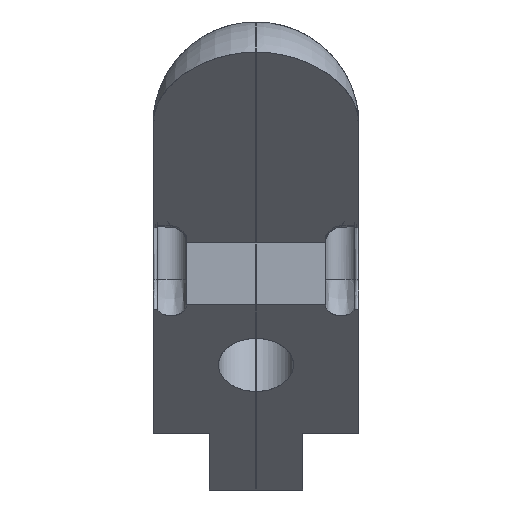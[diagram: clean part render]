
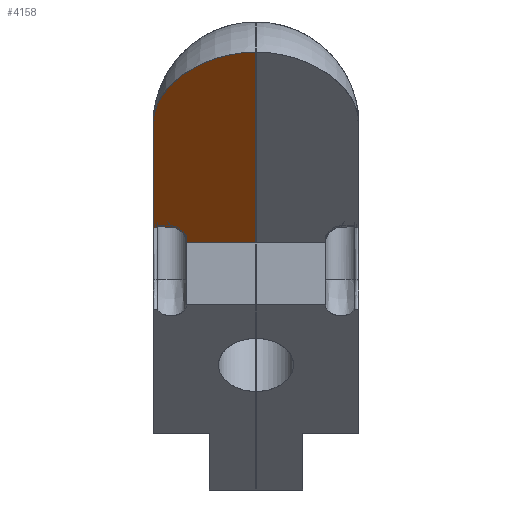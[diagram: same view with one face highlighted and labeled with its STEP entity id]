
A CAD part, front view. The second image highlights one B-rep face of the part: STEP entity #4158.
In plain terms, the highlighted free-form (B-spline) face has degree [1, 1] with [2, 2] control points.
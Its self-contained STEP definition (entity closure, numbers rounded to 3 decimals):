
#356=FACE_OUTER_BOUND('',#542,.T.);
#542=EDGE_LOOP('',(#3207,#3208,#3209,#3210,#3211,#3212,#3213,#3214));
#771=B_SPLINE_CURVE_WITH_KNOTS('',1,(#5700,#5701),.UNSPECIFIED.,.F.,.F.,
(2,2),(0.579,0.984),.UNSPECIFIED.);
#772=B_SPLINE_CURVE_WITH_KNOTS('',3,(#5703,#5704,#5705,#5706,#5707,#5708,
#5709,#5710,#5711,#5712,#5713,#5714,#5715),.UNSPECIFIED.,.F.,.F.,(4,3,3,
3,4),(0.,0.535,1.07,1.4,1.731),
 .UNSPECIFIED.);
#773=B_SPLINE_CURVE_WITH_KNOTS('',1,(#5717,#5718),.UNSPECIFIED.,.F.,.F.,
(2,2),(-0.83,-0.614),.UNSPECIFIED.);
#774=B_SPLINE_CURVE_WITH_KNOTS('',3,(#5720,#5721,#5722,#5723,#5724,#5725,
#5726),.UNSPECIFIED.,.F.,.F.,(4,3,4),(-0.039,-0.019,
0.),.UNSPECIFIED.);
#775=B_SPLINE_CURVE_WITH_KNOTS('',3,(#5728,#5729,#5730,#5731,#5732,#5733,
#5734),.UNSPECIFIED.,.F.,.F.,(4,3,4),(0.,0.018,0.037),
 .UNSPECIFIED.);
#776=B_SPLINE_CURVE_WITH_KNOTS('',3,(#5736,#5737,#5738,#5739,#5740,#5741,
#5742,#5743,#5744,#5745,#5746,#5747,#5748,#5749,#5750,#5751,#5752,#5753,
#5754,#5755,#5756,#5757),.UNSPECIFIED.,.F.,.F.,(4,3,3,3,3,3,3,4),(0.,0.017,
0.035,0.052,0.069,0.087,
0.105,0.141),.UNSPECIFIED.);
#777=B_SPLINE_CURVE_WITH_KNOTS('',3,(#5759,#5760,#5761,#5762,#5763,#5764,
#5765,#5766,#5767,#5768),.UNSPECIFIED.,.F.,.F.,(4,3,3,4),(0.,0.079,
0.159,0.324),.UNSPECIFIED.);
#778=B_SPLINE_CURVE_WITH_KNOTS('',1,(#5769,#5770),.UNSPECIFIED.,.F.,.F.,
(2,2),(0.226,0.409),.UNSPECIFIED.);
#1523=VERTEX_POINT('',#5698);
#1524=VERTEX_POINT('',#5699);
#1525=VERTEX_POINT('',#5702);
#1526=VERTEX_POINT('',#5716);
#1527=VERTEX_POINT('',#5719);
#1528=VERTEX_POINT('',#5727);
#1529=VERTEX_POINT('',#5735);
#1530=VERTEX_POINT('',#5758);
#2363=EDGE_CURVE('',#1523,#1524,#771,.T.);
#2364=EDGE_CURVE('',#1524,#1525,#772,.T.);
#2365=EDGE_CURVE('',#1525,#1526,#773,.T.);
#2366=EDGE_CURVE('',#1526,#1527,#774,.T.);
#2367=EDGE_CURVE('',#1527,#1528,#775,.T.);
#2368=EDGE_CURVE('',#1528,#1529,#776,.T.);
#2369=EDGE_CURVE('',#1529,#1530,#777,.T.);
#2370=EDGE_CURVE('',#1530,#1523,#778,.T.);
#3207=ORIENTED_EDGE('',*,*,#2363,.T.);
#3208=ORIENTED_EDGE('',*,*,#2364,.T.);
#3209=ORIENTED_EDGE('',*,*,#2365,.T.);
#3210=ORIENTED_EDGE('',*,*,#2366,.T.);
#3211=ORIENTED_EDGE('',*,*,#2367,.T.);
#3212=ORIENTED_EDGE('',*,*,#2368,.T.);
#3213=ORIENTED_EDGE('',*,*,#2369,.T.);
#3214=ORIENTED_EDGE('',*,*,#2370,.T.);
#4016=B_SPLINE_SURFACE_WITH_KNOTS('',1,1,((#5694,#5695),(#5696,#5697)),
 .UNSPECIFIED.,.F.,.F.,.F.,(2,2),(2,2),(0.,1.),(-0.781,0.),
 .UNSPECIFIED.);
#4158=ADVANCED_FACE('',(#356),#4016,.T.);
#5694=CARTESIAN_POINT('Ctrl Pts',(54.348,80.729,369.384));
#5695=CARTESIAN_POINT('Ctrl Pts',(22.718,80.729,369.384));
#5696=CARTESIAN_POINT('Ctrl Pts',(54.348,30.4,419.714));
#5697=CARTESIAN_POINT('Ctrl Pts',(22.718,30.4,419.714));
#5698=CARTESIAN_POINT('',(39.284,51.581,398.533));
#5699=CARTESIAN_POINT('',(39.284,31.193,418.921));
#5700=CARTESIAN_POINT('Ctrl Pts',(39.284,51.581,398.533));
#5701=CARTESIAN_POINT('Ctrl Pts',(39.284,31.193,418.921));
#5702=CARTESIAN_POINT('',(28.284,38.964,411.149));
#5703=CARTESIAN_POINT('Ctrl Pts',(39.284,31.193,418.921));
#5704=CARTESIAN_POINT('Ctrl Pts',(37.584,31.193,418.921));
#5705=CARTESIAN_POINT('Ctrl Pts',(35.842,31.512,418.602));
#5706=CARTESIAN_POINT('Ctrl Pts',(34.218,32.143,417.971));
#5707=CARTESIAN_POINT('Ctrl Pts',(32.844,32.677,417.437));
#5708=CARTESIAN_POINT('Ctrl Pts',(31.426,33.484,416.629));
#5709=CARTESIAN_POINT('Ctrl Pts',(30.284,34.612,415.502));
#5710=CARTESIAN_POINT('Ctrl Pts',(29.706,35.183,414.931));
#5711=CARTESIAN_POINT('Ctrl Pts',(29.169,35.867,414.247));
#5712=CARTESIAN_POINT('Ctrl Pts',(28.796,36.674,413.439));
#5713=CARTESIAN_POINT('Ctrl Pts',(28.469,37.379,412.735));
#5714=CARTESIAN_POINT('Ctrl Pts',(28.284,38.144,411.969));
#5715=CARTESIAN_POINT('Ctrl Pts',(28.284,38.964,411.149));
#5716=CARTESIAN_POINT('',(28.284,49.81,400.304));
#5717=CARTESIAN_POINT('Ctrl Pts',(28.284,38.964,411.149));
#5718=CARTESIAN_POINT('Ctrl Pts',(28.284,49.81,400.304));
#5719=CARTESIAN_POINT('',(28.51,49.971,400.143));
#5720=CARTESIAN_POINT('Ctrl Pts',(28.284,49.81,400.304));
#5721=CARTESIAN_POINT('Ctrl Pts',(28.284,49.861,400.253));
#5722=CARTESIAN_POINT('Ctrl Pts',(28.309,49.908,400.205));
#5723=CARTESIAN_POINT('Ctrl Pts',(28.343,49.936,400.178));
#5724=CARTESIAN_POINT('Ctrl Pts',(28.391,49.976,400.138));
#5725=CARTESIAN_POINT('Ctrl Pts',(28.456,49.979,400.135));
#5726=CARTESIAN_POINT('Ctrl Pts',(28.51,49.971,400.143));
#5727=CARTESIAN_POINT('',(28.777,49.81,400.304));
#5728=CARTESIAN_POINT('Ctrl Pts',(28.51,49.971,400.143));
#5729=CARTESIAN_POINT('Ctrl Pts',(28.563,49.962,400.151));
#5730=CARTESIAN_POINT('Ctrl Pts',(28.622,49.941,400.173));
#5731=CARTESIAN_POINT('Ctrl Pts',(28.669,49.911,400.202));
#5732=CARTESIAN_POINT('Ctrl Pts',(28.715,49.883,400.231));
#5733=CARTESIAN_POINT('Ctrl Pts',(28.742,49.854,400.26));
#5734=CARTESIAN_POINT('Ctrl Pts',(28.777,49.81,400.304));
#5735=CARTESIAN_POINT('',(30.176,49.917,400.197));
#5736=CARTESIAN_POINT('Ctrl Pts',(28.777,49.81,400.304));
#5737=CARTESIAN_POINT('Ctrl Pts',(28.835,49.815,400.299));
#5738=CARTESIAN_POINT('Ctrl Pts',(28.892,49.82,400.294));
#5739=CARTESIAN_POINT('Ctrl Pts',(28.95,49.825,400.289));
#5740=CARTESIAN_POINT('Ctrl Pts',(29.001,49.829,400.285));
#5741=CARTESIAN_POINT('Ctrl Pts',(29.071,49.835,400.279));
#5742=CARTESIAN_POINT('Ctrl Pts',(29.122,49.839,400.274));
#5743=CARTESIAN_POINT('Ctrl Pts',(29.18,49.844,400.27));
#5744=CARTESIAN_POINT('Ctrl Pts',(29.236,49.848,400.266));
#5745=CARTESIAN_POINT('Ctrl Pts',(29.294,49.853,400.261));
#5746=CARTESIAN_POINT('Ctrl Pts',(29.361,49.858,400.256));
#5747=CARTESIAN_POINT('Ctrl Pts',(29.398,49.861,400.252));
#5748=CARTESIAN_POINT('Ctrl Pts',(29.465,49.866,400.247));
#5749=CARTESIAN_POINT('Ctrl Pts',(29.533,49.872,400.242));
#5750=CARTESIAN_POINT('Ctrl Pts',(29.574,49.875,400.239));
#5751=CARTESIAN_POINT('Ctrl Pts',(29.642,49.88,400.233));
#5752=CARTESIAN_POINT('Ctrl Pts',(29.706,49.885,400.228));
#5753=CARTESIAN_POINT('Ctrl Pts',(29.755,49.89,400.224));
#5754=CARTESIAN_POINT('Ctrl Pts',(29.819,49.894,400.219));
#5755=CARTESIAN_POINT('Ctrl Pts',(29.855,49.897,400.216));
#5756=CARTESIAN_POINT('Ctrl Pts',(30.139,49.917,400.196));
#5757=CARTESIAN_POINT('Ctrl Pts',(30.176,49.917,400.197));
#5758=CARTESIAN_POINT('',(31.859,51.581,398.533));
#5759=CARTESIAN_POINT('Ctrl Pts',(30.176,49.917,400.197));
#5760=CARTESIAN_POINT('Ctrl Pts',(30.423,49.913,400.201));
#5761=CARTESIAN_POINT('Ctrl Pts',(30.674,49.966,400.147));
#5762=CARTESIAN_POINT('Ctrl Pts',(30.905,50.075,400.038));
#5763=CARTESIAN_POINT('Ctrl Pts',(31.103,50.169,399.945));
#5764=CARTESIAN_POINT('Ctrl Pts',(31.287,50.303,399.811));
#5765=CARTESIAN_POINT('Ctrl Pts',(31.443,50.48,399.634));
#5766=CARTESIAN_POINT('Ctrl Pts',(31.695,50.766,399.348));
#5767=CARTESIAN_POINT('Ctrl Pts',(31.86,51.149,398.964));
#5768=CARTESIAN_POINT('Ctrl Pts',(31.859,51.581,398.533));
#5769=CARTESIAN_POINT('Ctrl Pts',(31.859,51.581,398.533));
#5770=CARTESIAN_POINT('Ctrl Pts',(39.284,51.581,398.533));
